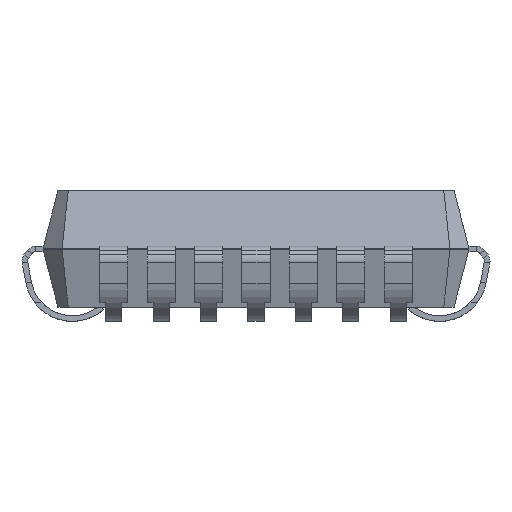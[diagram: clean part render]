
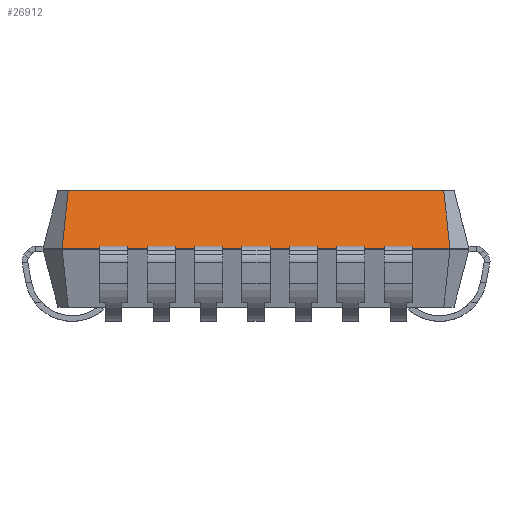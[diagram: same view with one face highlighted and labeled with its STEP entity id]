
A CAD part, front view. The second image highlights one B-rep face of the part: STEP entity #26912.
In plain terms, the highlighted planar face has unit normal (0, -0.968, 0.25).
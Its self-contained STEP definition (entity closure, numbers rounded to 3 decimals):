
#4006 = DIRECTION ( 'NONE',  ( -0.103, 0.249, 0.963 ) ) ;
#7040 = DIRECTION ( 'NONE',  ( 1., 0., 0. ) ) ;
#7297 = VERTEX_POINT ( 'NONE', #16601 ) ;
#7741 = PLANE ( 'NONE',  #16319 ) ;
#11130 = CARTESIAN_POINT ( 'NONE',  ( 0., -6.6, 3.5 ) ) ;
#11165 = CARTESIAN_POINT ( 'NONE',  ( 5.19, -7., 1.95 ) ) ;
#11247 = CARTESIAN_POINT ( 'NONE',  ( 0., -6.6, 3.5 ) ) ;
#12694 = LINE ( 'NONE', #30284, #13979 ) ;
#13341 = CARTESIAN_POINT ( 'NONE',  ( 4.971, -6.471, 3.998 ) ) ;
#13979 = VECTOR ( 'NONE', #26230, 1000. ) ;
#15465 = VECTOR ( 'NONE', #42363, 1000. ) ;
#15851 = ORIENTED_EDGE ( 'NONE', *, *, #55934, .T. ) ;
#16199 = CARTESIAN_POINT ( 'NONE',  ( -5.024, -6.6, 3.5 ) ) ;
#16254 = FACE_OUTER_BOUND ( 'NONE', #29263, .T. ) ;
#16319 = AXIS2_PLACEMENT_3D ( 'NONE', #11130, #38130, #55319 ) ;
#16549 = VERTEX_POINT ( 'NONE', #16199 ) ;
#16601 = CARTESIAN_POINT ( 'NONE',  ( 5.024, -6.6, 3.5 ) ) ;
#18306 = VECTOR ( 'NONE', #7040, 1000. ) ;
#26230 = DIRECTION ( 'NONE',  ( 0.103, 0.249, 0.963 ) ) ;
#26912 = ADVANCED_FACE ( 'NONE', ( #16254 ), #7741, .F. ) ;
#27398 = EDGE_CURVE ( 'NONE', #16549, #7297, #50031, .T. ) ;
#28266 = VERTEX_POINT ( 'NONE', #55458 ) ;
#29263 = EDGE_LOOP ( 'NONE', ( #15851, #39659, #34674, #52417 ) ) ;
#29447 = CARTESIAN_POINT ( 'NONE',  ( -5.19, -7., 1.95 ) ) ;
#30284 = CARTESIAN_POINT ( 'NONE',  ( -4.971, -6.471, 3.998 ) ) ;
#31911 = VERTEX_POINT ( 'NONE', #11165 ) ;
#34674 = ORIENTED_EDGE ( 'NONE', *, *, #37303, .F. ) ;
#37303 = EDGE_CURVE ( 'NONE', #28266, #16549, #12694, .T. ) ;
#38130 = DIRECTION ( 'NONE',  ( 0., 0.968, -0.25 ) ) ;
#39659 = ORIENTED_EDGE ( 'NONE', *, *, #27398, .F. ) ;
#41677 = EDGE_CURVE ( 'NONE', #31911, #28266, #55828, .T. ) ;
#42363 = DIRECTION ( 'NONE',  ( -1., 0., 0. ) ) ;
#50031 = LINE ( 'NONE', #11247, #18306 ) ;
#51872 = LINE ( 'NONE', #13341, #55708 ) ;
#52417 = ORIENTED_EDGE ( 'NONE', *, *, #41677, .F. ) ;
#55319 = DIRECTION ( 'NONE',  ( 1., 0., 0. ) ) ;
#55458 = CARTESIAN_POINT ( 'NONE',  ( -5.19, -7., 1.95 ) ) ;
#55708 = VECTOR ( 'NONE', #4006, 1000. ) ;
#55828 = LINE ( 'NONE', #29447, #15465 ) ;
#55934 = EDGE_CURVE ( 'NONE', #31911, #7297, #51872, .T. ) ;
